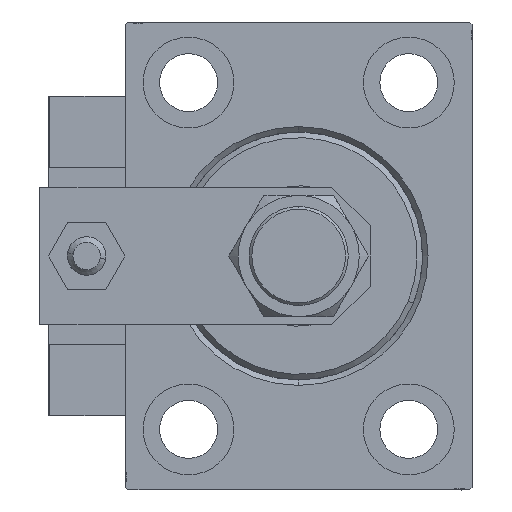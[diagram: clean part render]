
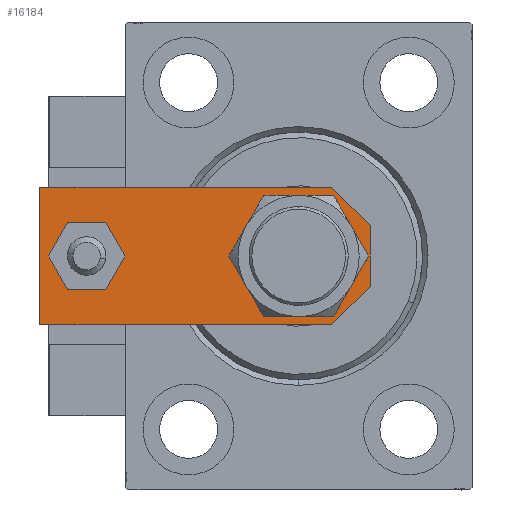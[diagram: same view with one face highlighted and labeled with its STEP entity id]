
A CAD part, left-side view. The second image highlights one B-rep face of the part: STEP entity #16184.
In plain terms, the highlighted face is planar.
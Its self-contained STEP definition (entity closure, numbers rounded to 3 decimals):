
#29 = DIRECTION ( 'NONE',  ( 1., 0., 0. ) ) ;
#111 = LINE ( 'NONE', #32941, #48929 ) ;
#833 = LINE ( 'NONE', #32887, #27005 ) ;
#1561 = FACE_OUTER_BOUND ( 'NONE', #46514, .T. ) ;
#2918 = DIRECTION ( 'NONE',  ( 1., 0., 0. ) ) ;
#3126 = CARTESIAN_POINT ( 'NONE',  ( -2.75, -2.75, 6. ) ) ;
#3324 = CIRCLE ( 'NONE', #32932, 8.25 ) ;
#3339 = EDGE_LOOP ( 'NONE', ( #30745, #37643 ) ) ;
#4964 = LINE ( 'NONE', #9453, #5592 ) ;
#5592 = VECTOR ( 'NONE', #41774, 1000. ) ;
#6882 = CARTESIAN_POINT ( 'NONE',  ( 0., 13., 6. ) ) ;
#7014 = AXIS2_PLACEMENT_3D ( 'NONE', #33481, #49640, #13326 ) ;
#7113 = CARTESIAN_POINT ( 'NONE',  ( -8.25, 13., 6. ) ) ;
#7323 = VECTOR ( 'NONE', #20357, 1000. ) ;
#9453 = CARTESIAN_POINT ( 'NONE',  ( 12.5, 60., 6. ) ) ;
#9753 = DIRECTION ( 'NONE',  ( 1., 0., 0. ) ) ;
#9821 = DIRECTION ( 'NONE',  ( 0.707, 0.707, 0. ) ) ;
#9911 = VERTEX_POINT ( 'NONE', #37553 ) ;
#10495 = VERTEX_POINT ( 'NONE', #22602 ) ;
#11837 = ORIENTED_EDGE ( 'NONE', *, *, #26083, .T. ) ;
#12232 = CARTESIAN_POINT ( 'NONE',  ( -4., 51.5, 6. ) ) ;
#12257 = ORIENTED_EDGE ( 'NONE', *, *, #44291, .T. ) ;
#13326 = DIRECTION ( 'NONE',  ( 1., 0., 0. ) ) ;
#13573 = CARTESIAN_POINT ( 'NONE',  ( 4., 51.5, 6. ) ) ;
#13724 = DIRECTION ( 'NONE',  ( 0., 0., 1. ) ) ;
#13991 = DIRECTION ( 'NONE',  ( 0., 0., 1. ) ) ;
#14088 = VECTOR ( 'NONE', #35702, 1000. ) ;
#14818 = VECTOR ( 'NONE', #9821, 1000. ) ;
#15974 = EDGE_CURVE ( 'NONE', #45460, #32513, #46633, .T. ) ;
#16184 = ADVANCED_FACE ( 'NONE', ( #21680, #1561, #25940 ), #29638, .T. ) ;
#16376 = CARTESIAN_POINT ( 'NONE',  ( 12.5, 60., 6. ) ) ;
#17170 = CARTESIAN_POINT ( 'NONE',  ( 0., 0., 6. ) ) ;
#17446 = DIRECTION ( 'NONE',  ( 1., 0., 0. ) ) ;
#17962 = CARTESIAN_POINT ( 'NONE',  ( 0., 51.5, 6. ) ) ;
#18616 = ORIENTED_EDGE ( 'NONE', *, *, #21773, .T. ) ;
#19878 = CARTESIAN_POINT ( 'NONE',  ( 0., 51.5, 6. ) ) ;
#20175 = DIRECTION ( 'NONE',  ( 0., -1., 0. ) ) ;
#20357 = DIRECTION ( 'NONE',  ( 0., 1., 0. ) ) ;
#20433 = VERTEX_POINT ( 'NONE', #21255 ) ;
#20447 = AXIS2_PLACEMENT_3D ( 'NONE', #17962, #13724, #17446 ) ;
#20568 = VERTEX_POINT ( 'NONE', #30261 ) ;
#21217 = CARTESIAN_POINT ( 'NONE',  ( 2.75, -2.75, 6. ) ) ;
#21255 = CARTESIAN_POINT ( 'NONE',  ( -12.5, 7., 6. ) ) ;
#21680 = FACE_BOUND ( 'NONE', #28224, .T. ) ;
#21773 = EDGE_CURVE ( 'NONE', #26572, #20568, #4964, .T. ) ;
#22602 = CARTESIAN_POINT ( 'NONE',  ( -5.5, 0., 6. ) ) ;
#22944 = EDGE_CURVE ( 'NONE', #32513, #26572, #29101, .T. ) ;
#23038 = DIRECTION ( 'NONE',  ( 0., 0., 1. ) ) ;
#25940 = FACE_BOUND ( 'NONE', #3339, .T. ) ;
#26058 = ORIENTED_EDGE ( 'NONE', *, *, #15974, .T. ) ;
#26083 = EDGE_CURVE ( 'NONE', #10495, #45460, #111, .T. ) ;
#26363 = CIRCLE ( 'NONE', #20447, 4. ) ;
#26514 = CIRCLE ( 'NONE', #7014, 8.25 ) ;
#26572 = VERTEX_POINT ( 'NONE', #16376 ) ;
#26693 = CIRCLE ( 'NONE', #30916, 4. ) ;
#27005 = VECTOR ( 'NONE', #20175, 1000. ) ;
#27765 = LINE ( 'NONE', #3126, #14088 ) ;
#27853 = DIRECTION ( 'NONE',  ( 0., 0., 1. ) ) ;
#28224 = EDGE_LOOP ( 'NONE', ( #34943, #30872 ) ) ;
#28266 = EDGE_CURVE ( 'NONE', #46961, #9911, #3324, .T. ) ;
#28951 = VERTEX_POINT ( 'NONE', #12232 ) ;
#29101 = LINE ( 'NONE', #32282, #7323 ) ;
#29638 = PLANE ( 'NONE',  #41895 ) ;
#30261 = CARTESIAN_POINT ( 'NONE',  ( -12.5, 60., 6. ) ) ;
#30745 = ORIENTED_EDGE ( 'NONE', *, *, #28266, .F. ) ;
#30872 = ORIENTED_EDGE ( 'NONE', *, *, #33114, .F. ) ;
#30875 = VERTEX_POINT ( 'NONE', #13573 ) ;
#30916 = AXIS2_PLACEMENT_3D ( 'NONE', #19878, #27853, #29 ) ;
#31001 = EDGE_CURVE ( 'NONE', #20568, #20433, #833, .T. ) ;
#31397 = ORIENTED_EDGE ( 'NONE', *, *, #31001, .T. ) ;
#32282 = CARTESIAN_POINT ( 'NONE',  ( 12.5, 0., 6. ) ) ;
#32513 = VERTEX_POINT ( 'NONE', #47607 ) ;
#32887 = CARTESIAN_POINT ( 'NONE',  ( -12.5, 60., 6. ) ) ;
#32932 = AXIS2_PLACEMENT_3D ( 'NONE', #6882, #23038, #2918 ) ;
#32941 = CARTESIAN_POINT ( 'NONE',  ( -12.5, 0., 6. ) ) ;
#33114 = EDGE_CURVE ( 'NONE', #30875, #28951, #26363, .T. ) ;
#33481 = CARTESIAN_POINT ( 'NONE',  ( 0., 13., 6. ) ) ;
#34943 = ORIENTED_EDGE ( 'NONE', *, *, #45749, .F. ) ;
#35702 = DIRECTION ( 'NONE',  ( 0.707, -0.707, 0. ) ) ;
#36335 = EDGE_CURVE ( 'NONE', #9911, #46961, #26514, .T. ) ;
#37553 = CARTESIAN_POINT ( 'NONE',  ( 8.25, 13., 6. ) ) ;
#37643 = ORIENTED_EDGE ( 'NONE', *, *, #36335, .F. ) ;
#41139 = DIRECTION ( 'NONE',  ( 1., 0., 0. ) ) ;
#41774 = DIRECTION ( 'NONE',  ( -1., 0., 0. ) ) ;
#41895 = AXIS2_PLACEMENT_3D ( 'NONE', #17170, #13991, #9753 ) ;
#44291 = EDGE_CURVE ( 'NONE', #20433, #10495, #27765, .T. ) ;
#44834 = CARTESIAN_POINT ( 'NONE',  ( 5.5, 0., 6. ) ) ;
#45460 = VERTEX_POINT ( 'NONE', #44834 ) ;
#45749 = EDGE_CURVE ( 'NONE', #28951, #30875, #26693, .T. ) ;
#46514 = EDGE_LOOP ( 'NONE', ( #31397, #12257, #11837, #26058, #50677, #18616 ) ) ;
#46633 = LINE ( 'NONE', #21217, #14818 ) ;
#46961 = VERTEX_POINT ( 'NONE', #7113 ) ;
#47607 = CARTESIAN_POINT ( 'NONE',  ( 12.5, 7., 6. ) ) ;
#48929 = VECTOR ( 'NONE', #41139, 1000. ) ;
#49640 = DIRECTION ( 'NONE',  ( 0., 0., 1. ) ) ;
#50677 = ORIENTED_EDGE ( 'NONE', *, *, #22944, .T. ) ;
